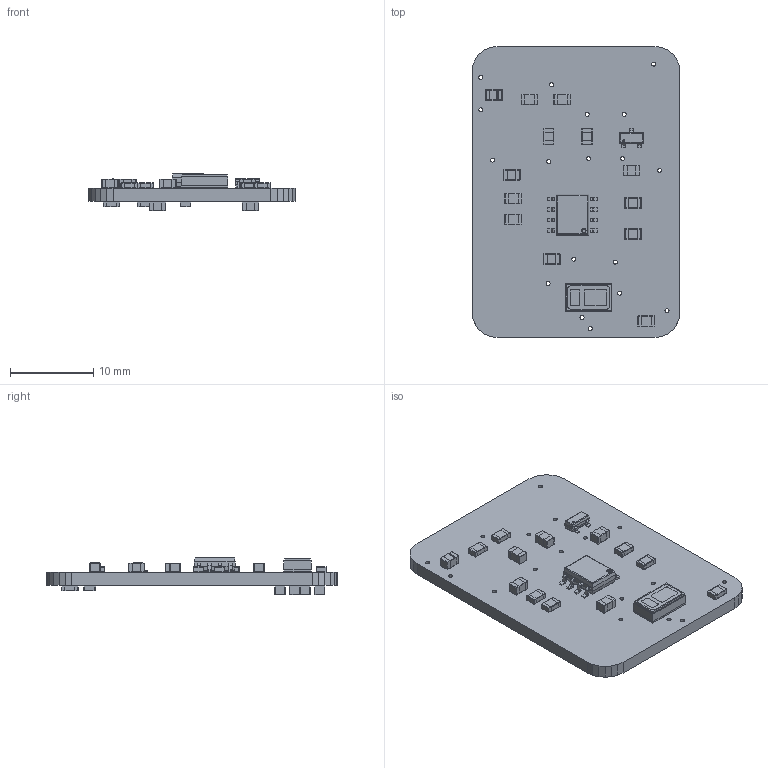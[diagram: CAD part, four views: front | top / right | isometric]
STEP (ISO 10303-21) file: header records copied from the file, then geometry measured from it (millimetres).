
FILE_DESCRIPTION(('for SolidWorks'),'2;1');
FILE_NAME('pinephone-max30102.step','2024-04-16T10:02:24',('nuc'),(''), 'Open CASCADE STEP processor 6.6','DipTrace','Unknown');
FILE_SCHEMA(('AUTOMOTIVE_DESIGN { 1 0 10303 214 1 1 1 1 }'));
Length unit declared in the file: millimetre
Products named in the file (8): PCB_pinephone-max30102; Board_pinephone-max30102; CAP_0805_L; DIO_0805_L; RES_0805_L; MCP1700T-1802E/TT; PCA9306D,118; MAX30102EFD---3DModel-STEP-418109
Assembly tree (24 placements, depth 2):
  PCB_pinephone-max30102
    Board_pinephone-max30102
    CAP_0805_L  x9
    DIO_0805_L
    RES_0805_L  x10
    MCP1700T-1802E/TT
    PCA9306D,118
    MAX30102EFD---3DModel-STEP-418109
Bounding box: 25 x 35 x 4.5 mm (x, y, z)
Volume: 1452.2 mm3; surface area: 2510.3 mm2
Topology: 77 solids, 97 shells, 1426 faces, 3311 edges, 1928 vertices
Faces by surface type: plane 738, cylinder 526, sphere 160, torus 2
Full cylindrical faces by diameter (mm): 0.234 x2, 0.425 x2, 0.486 x18
Entity records: 20684 total; most frequent: DIRECTION 3201, CARTESIAN_POINT 3188, ORIENTED_EDGE 3038, EDGE_CURVE 1519, LINE 1159, VECTOR 1159, AXIS2_PLACEMENT_3D 1021, VERTEX_POINT 976
